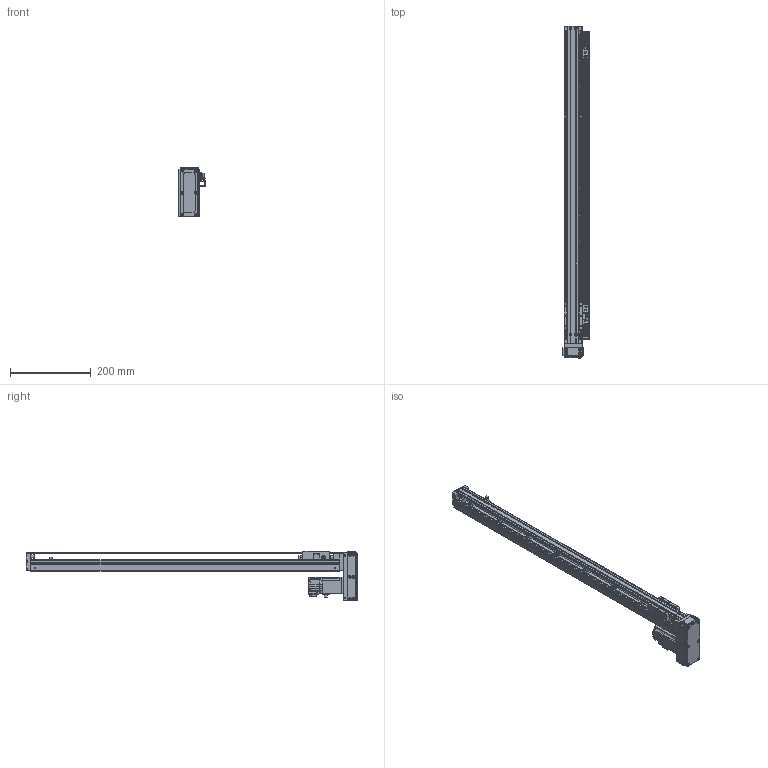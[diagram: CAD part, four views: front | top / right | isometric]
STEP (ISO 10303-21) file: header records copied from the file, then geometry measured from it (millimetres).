
FILE_DESCRIPTION(/* description */ ('MANUFACTURE'),/* implementation_level */ '2;1');
FILE_NAME(/* name */ 'HR45-D10-N-0650-R10.stp',/* time_stamp */ '2025-01-21T11:29:24+09:00',/* author */ ('user'),/* organization */ (''),/* preprocessor_version */ 'ST-DEVELOPER v18.1',/* originating_system */ 'Autodesk Inventor 2022',/* authorisation */ 'LIP');
FILE_SCHEMA (('CONFIG_CONTROL_DESIGN'));
Products named in the file (19): HG45-D10-N-0500-R10 - 간소화; HR45 S BASE; HR45 REAR BLOCK; HR45 FRONT BLOCK; HR45 STOPPER; HR45 SENSOR RAIL; HR45 SENSOR DOG; HC45 - TABLE (SFSR); HR45 UPCOVER-28mm; HR45 MOTOR PLATE 100W; hg-kr13_; 화살표; EE_SX674A; ESF1210 NUT; HR45 ACRYL COVER(정면); HR45 LR BELT COVER; HR45 ACRYL COVER(상하면); HC45 D MOTOR PLATE; HR45 ACRYL COVER(측면)
Assembly tree (25 placements, depth 2):
  HG45-D10-N-0500-R10 - 간소화
    HR45 S BASE
    HR45 REAR BLOCK
    HR45 FRONT BLOCK
    HR45 STOPPER  x4
    HR45 SENSOR RAIL
    HR45 SENSOR DOG
    EE_SX674A  x3
    HC45 - TABLE (SFSR)
    HR45 UPCOVER-28mm
    HR45 MOTOR PLATE 100W
    hg-kr13_
    화살표  x2
    ESF1210 NUT
    HR45 ACRYL COVER(정면)
    HR45 ACRYL COVER(측면)  x2
    HR45 LR BELT COVER
    HR45 ACRYL COVER(상하면)
    HC45 D MOTOR PLATE
Bounding box: 65 x 824 x 124 mm (x, y, z)
Volume: 821308.9 mm3; surface area: 448742.8 mm2
Topology: 25 solids, 25 shells, 2275 faces, 6228 edges, 4087 vertices
Faces by surface type: plane 1638, cylinder 517, cone 111, bspline 9
Full cylindrical faces by diameter (mm): 1 x1, 2.013 x6, 2.459 x76, 2.5 x4, 3 x11, 3.242 x28, 3.4 x38, 3.5 x21, 4 x9, 4.5 x26, 4.917 x2, 5.6 x2, 5.9 x2, 6 x15, 6.5 x4, 8 x17, 9 x4, 10 x1, 12 x1, 13 x1, 15 x1, 18 x1, 22 x2, 24 x1, 26 x1, 30 x2
Entity records: 69370 total; most frequent: CARTESIAN_POINT 13263, ORIENTED_EDGE 11566, DIRECTION 11017, EDGE_CURVE 5783, LINE 4641, VECTOR 4641, VERTEX_POINT 3835, AXIS2_PLACEMENT_3D 3188
